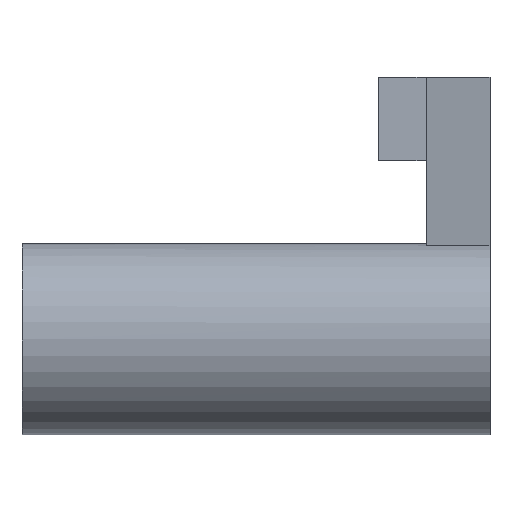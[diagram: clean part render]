
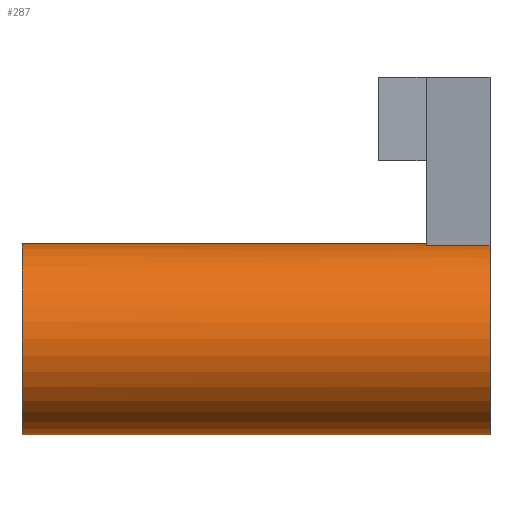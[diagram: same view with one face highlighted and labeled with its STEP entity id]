
A CAD part, top view. The second image highlights one B-rep face of the part: STEP entity #287.
In plain terms, the highlighted cylindrical face has radius 22.5 mm (diameter 45 mm), a full revolution.
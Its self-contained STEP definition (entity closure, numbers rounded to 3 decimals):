
#44=FACE_OUTER_BOUND('',#64,.T.);
#64=EDGE_LOOP('',(#231,#232,#233,#234,#235,#236,#237,#238));
#82=LINE('',#478,#107);
#86=LINE('',#485,#111);
#87=LINE('',#488,#112);
#107=VECTOR('',#397,10.);
#111=VECTOR('',#403,10.);
#112=VECTOR('',#406,22.5);
#132=CIRCLE('',#333,22.5);
#133=CIRCLE('',#335,22.5);
#134=CIRCLE('',#339,22.5);
#135=CIRCLE('',#340,22.5);
#144=VERTEX_POINT('',#463);
#145=VERTEX_POINT('',#466);
#146=VERTEX_POINT('',#467);
#149=VERTEX_POINT('',#475);
#152=VERTEX_POINT('',#482);
#153=VERTEX_POINT('',#487);
#172=EDGE_CURVE('',#144,#144,#132,.T.);
#173=EDGE_CURVE('',#145,#146,#133,.T.);
#178=EDGE_CURVE('',#149,#145,#82,.T.);
#182=EDGE_CURVE('',#152,#146,#86,.T.);
#183=EDGE_CURVE('',#144,#153,#87,.T.);
#184=EDGE_CURVE('',#152,#153,#134,.T.);
#185=EDGE_CURVE('',#153,#149,#135,.T.);
#231=ORIENTED_EDGE('',*,*,#172,.F.);
#232=ORIENTED_EDGE('',*,*,#183,.T.);
#233=ORIENTED_EDGE('',*,*,#184,.F.);
#234=ORIENTED_EDGE('',*,*,#182,.T.);
#235=ORIENTED_EDGE('',*,*,#173,.F.);
#236=ORIENTED_EDGE('',*,*,#178,.F.);
#237=ORIENTED_EDGE('',*,*,#185,.F.);
#238=ORIENTED_EDGE('',*,*,#183,.F.);
#275=CYLINDRICAL_SURFACE('',#338,22.5);
#287=ADVANCED_FACE('',(#44),#275,.T.);
#333=AXIS2_PLACEMENT_3D('',#464,#385,#386);
#335=AXIS2_PLACEMENT_3D('',#468,#389,#390);
#338=AXIS2_PLACEMENT_3D('',#486,#404,#405);
#339=AXIS2_PLACEMENT_3D('',#489,#407,#408);
#340=AXIS2_PLACEMENT_3D('',#490,#409,#410);
#385=DIRECTION('center_axis',(-1.,0.,0.));
#386=DIRECTION('ref_axis',(0.,0.,1.));
#389=DIRECTION('center_axis',(1.,0.,0.));
#390=DIRECTION('ref_axis',(0.,0.,1.));
#397=DIRECTION('',(-1.,0.,0.));
#403=DIRECTION('',(-1.,0.,0.));
#404=DIRECTION('center_axis',(-1.,0.,0.));
#405=DIRECTION('ref_axis',(0.,0.,-1.));
#406=DIRECTION('',(1.,0.,0.));
#407=DIRECTION('center_axis',(1.,0.,0.));
#408=DIRECTION('ref_axis',(0.,0.,-1.));
#409=DIRECTION('center_axis',(1.,0.,0.));
#410=DIRECTION('ref_axis',(0.,0.,-1.));
#463=CARTESIAN_POINT('',(196.25,-62.081,207.928));
#464=CARTESIAN_POINT('Origin',(196.25,-62.081,185.428));
#466=CARTESIAN_POINT('',(291.25,-83.188,177.633));
#467=CARTESIAN_POINT('',(291.25,-40.091,190.191));
#468=CARTESIAN_POINT('Origin',(291.25,-62.081,185.428));
#475=CARTESIAN_POINT('',(306.25,-83.188,177.633));
#478=CARTESIAN_POINT('',(306.25,-83.188,177.633));
#482=CARTESIAN_POINT('',(306.25,-40.091,190.191));
#485=CARTESIAN_POINT('',(306.25,-40.091,190.191));
#486=CARTESIAN_POINT('Origin',(306.25,-62.081,185.428));
#487=CARTESIAN_POINT('',(306.25,-62.081,207.928));
#488=CARTESIAN_POINT('',(306.25,-62.081,207.928));
#489=CARTESIAN_POINT('Origin',(306.25,-62.081,185.428));
#490=CARTESIAN_POINT('Origin',(306.25,-62.081,185.428));
